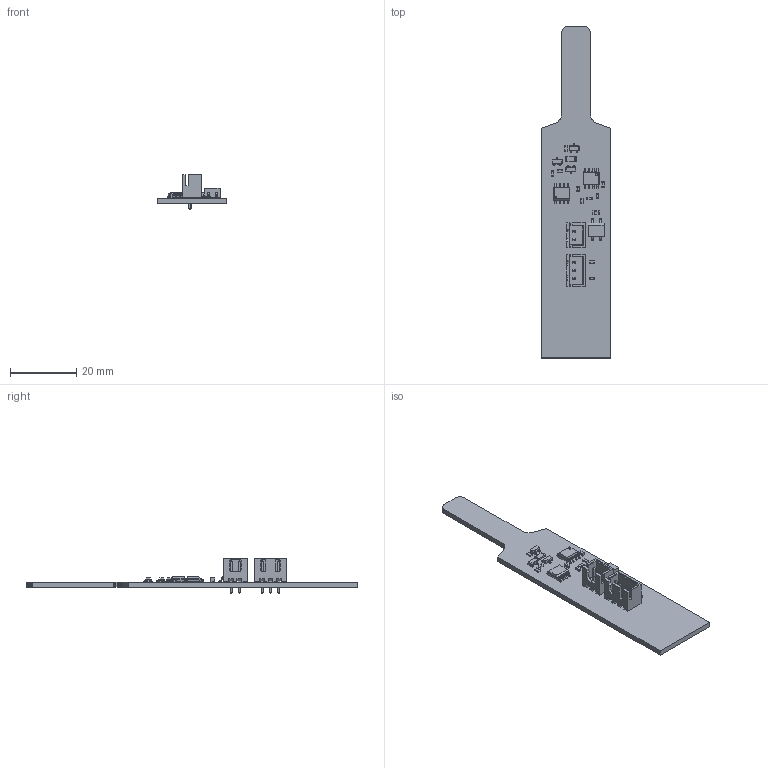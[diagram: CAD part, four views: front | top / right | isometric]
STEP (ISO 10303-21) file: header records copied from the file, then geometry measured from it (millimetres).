
FILE_DESCRIPTION(('KiCad electronic assembly'),'2;1');
FILE_NAME('microscope.step','2024-02-23T20:01:05',('Pcbnew'),('Kicad'), 'Open CASCADE STEP processor 7.7','KiCad to STEP converter','Unknown' );
FILE_SCHEMA(('AUTOMOTIVE_DESIGN { 1 0 10303 214 1 1 1 1 }'));
Length unit declared in the file: millimetre
Products named in the file (22): microscope 1; JST_XH_B3B-XH-A_1x03_P2.50mm_Vertical; JST_B3B_XH_A; R_0603_1608Metric; JST_XH_B2B-XH-A_1x02_P2.50mm_Vertical; JST_B2B_XH_A; R_1206_3216Metric; C_0805_2012Metric; C_0603_1608Metric; MB10S; SOIC-8_3.9x4.9mm_P1.27mm; SOIC_8_39x49mm_P127mm; OP07CDR; LM555CMX; SOT-23; SOT_23; microscope PCB
Assembly tree (31 placements, depth 3):
  microscope 1
    JST_XH_B3B-XH-A_1x03_P2.50mm_Vertical
      JST_B3B_XH_A
    R_0603_1608Metric  x7
      R_0603_1608Metric
    JST_XH_B2B-XH-A_1x02_P2.50mm_Vertical
      JST_B2B_XH_A
    R_1206_3216Metric
      R_1206_3216Metric
    C_0805_2012Metric
      C_0805_2012Metric
    C_0603_1608Metric  x3
      C_0603_1608Metric
    MB10S
      MB10S
    SOIC-8_3.9x4.9mm_P1.27mm
      SOIC_8_39x49mm_P127mm
    OP07CDR
      LM555CMX
    SOT-23  x3
      SOT_23
    microscope PCB
Bounding box: 21 x 100 x 10.4 mm (x, y, z)
Volume: 3256.9 mm3; surface area: 5170.7 mm2
Topology: 34 solids, 34 shells, 1166 faces, 2984 edges, 1906 vertices
Faces by surface type: plane 807, cylinder 246, bspline 113
Full cylindrical faces by diameter (mm): 0.6 x1, 0.95 x3, 1 x2
Entity records: 55851 total; most frequent: CARTESIAN_POINT 9888, DIRECTION 7737, LINE 5436, VECTOR 5436, ORIENTED_EDGE 4144, PCURVE 4144, DEFINITIONAL_REPRESENTATION 4144, EDGE_CURVE 2072
